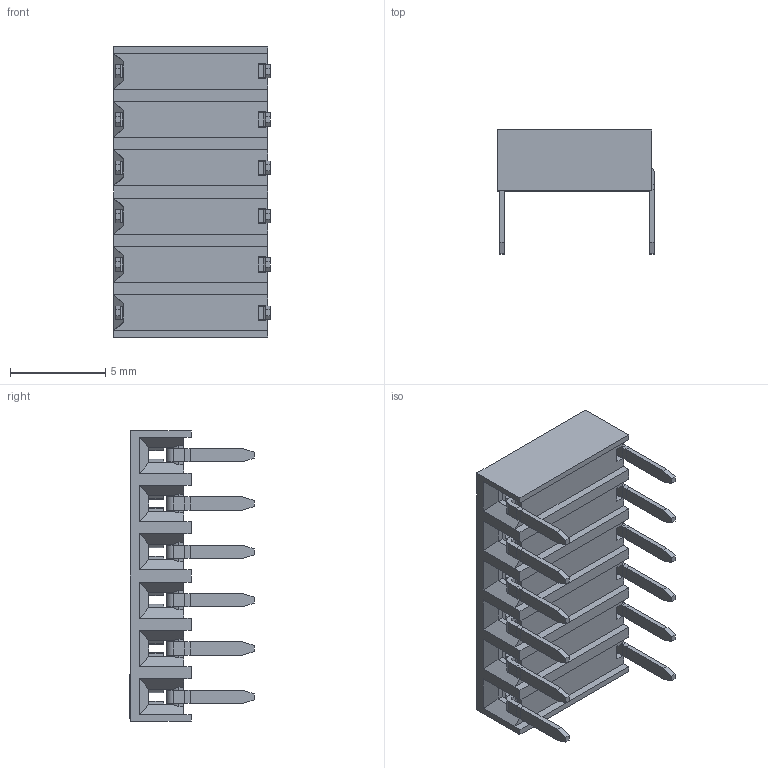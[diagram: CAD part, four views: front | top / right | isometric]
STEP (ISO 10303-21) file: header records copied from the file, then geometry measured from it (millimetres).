
FILE_DESCRIPTION(/* description */ (''),/* implementation_level */ '2;1');
FILE_NAME(/* name */ '388-06-1-1-xx.stp',/* time_stamp */ '2025-07-14T11:10:00+02:00',/* author */ ('andreas.larin'),/* organization */ (''),/* preprocessor_version */ 'ST-DEVELOPER v20',/* originating_system */ 'Autodesk Inventor 2025',/* authorisation */ '');
FILE_SCHEMA (('AUTOMOTIVE_DESIGN { 1 0 10303 214 3 1 1 }'));
Length unit declared in the file: millimetre
Products named in the file (1): 388-06-1-1-xx
Bounding box: 8.22 x 6.53 x 15.24 mm (x, y, z)
Volume: 256.8 mm3; surface area: 1101.5 mm2
Topology: 7 solids, 7 shells, 964 faces, 2631 edges, 1670 vertices
Faces by surface type: plane 700, cylinder 240, bspline 24
Entity records: 31412 total; most frequent: CARTESIAN_POINT 6802, ORIENTED_EDGE 5262, DIRECTION 4969, EDGE_CURVE 2631, LINE 2079, VECTOR 2079, VERTEX_POINT 1670, AXIS2_PLACEMENT_3D 1445
